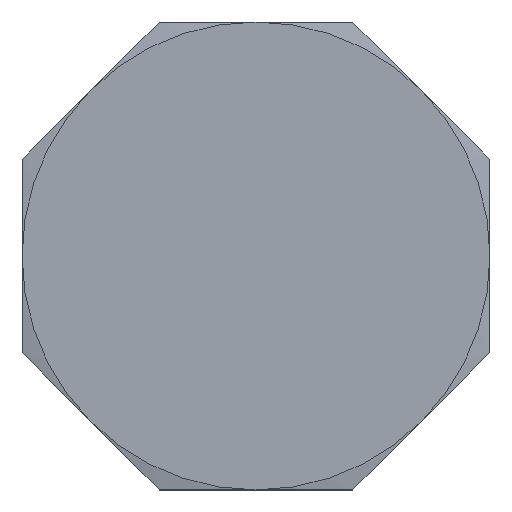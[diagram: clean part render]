
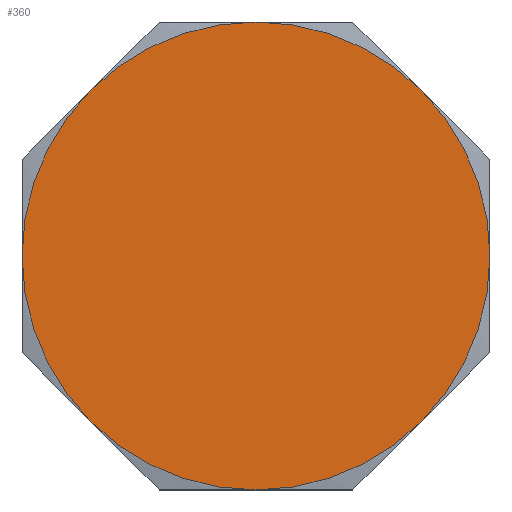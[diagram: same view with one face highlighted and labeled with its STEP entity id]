
A CAD part, top view. The second image highlights one B-rep face of the part: STEP entity #360.
In plain terms, the highlighted planar face has unit normal (0, 0, 1).
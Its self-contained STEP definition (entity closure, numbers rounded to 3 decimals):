
#15 = VERTEX_POINT ( 'NONE', #336 ) ;
#88 = VERTEX_POINT ( 'NONE', #523 ) ;
#97 = VERTEX_POINT ( 'NONE', #463 ) ;
#107 = VERTEX_POINT ( 'NONE', #510 ) ;
#115 = VERTEX_POINT ( 'NONE', #578 ) ;
#171 = VERTEX_POINT ( 'NONE', #664 ) ;
#188 = VERTEX_POINT ( 'NONE', #733 ) ;
#216 = VERTEX_POINT ( 'NONE', #814 ) ;
#231 = EDGE_CURVE ( 'NONE', #216, #171, #825, .T. ) ;
#288 = EDGE_CURVE ( 'NONE', #171, #107, #778, .T. ) ;
#290 = ORIENTED_EDGE ( 'NONE', *, *, #371, .F. ) ;
#296 = ORIENTED_EDGE ( 'NONE', *, *, #340, .T. ) ;
#302 = EDGE_CURVE ( 'NONE', #88, #188, #871, .T. ) ;
#310 = EDGE_LOOP ( 'NONE', ( #374, #422, #345, #392, #347, #296, #393, #290 ) ) ;
#336 = CARTESIAN_POINT ( 'NONE',  ( -31.82, 31.82, 24. ) ) ;
#339 = EDGE_CURVE ( 'NONE', #115, #97, #752, .T. ) ;
#340 = EDGE_CURVE ( 'NONE', #88, #97, #747, .T. ) ;
#345 = ORIENTED_EDGE ( 'NONE', *, *, #231, .F. ) ;
#347 = ORIENTED_EDGE ( 'NONE', *, *, #302, .F. ) ;
#359 = EDGE_CURVE ( 'NONE', #107, #15, #715, .T. ) ;
#360 = ADVANCED_FACE ( 'NONE', ( #879 ), #897, .F. ) ;
#361 = EDGE_CURVE ( 'NONE', #188, #216, #907, .T. ) ;
#371 = EDGE_CURVE ( 'NONE', #15, #115, #911, .T. ) ;
#374 = ORIENTED_EDGE ( 'NONE', *, *, #359, .F. ) ;
#392 = ORIENTED_EDGE ( 'NONE', *, *, #361, .F. ) ;
#393 = ORIENTED_EDGE ( 'NONE', *, *, #339, .F. ) ;
#422 = ORIENTED_EDGE ( 'NONE', *, *, #288, .F. ) ;
#463 = CARTESIAN_POINT ( 'NONE',  ( 31.82, 31.82, 24. ) ) ;
#510 = CARTESIAN_POINT ( 'NONE',  ( -45., 0., 24. ) ) ;
#523 = CARTESIAN_POINT ( 'NONE',  ( 45., 0., 24. ) ) ;
#578 = CARTESIAN_POINT ( 'NONE',  ( 0., 45., 24. ) ) ;
#664 = CARTESIAN_POINT ( 'NONE',  ( -31.82, -31.82, 24. ) ) ;
#670 = CARTESIAN_POINT ( 'NONE',  ( 0., 0., 24. ) ) ;
#705 = DIRECTION ( 'NONE',  ( -1., 0., 0. ) ) ;
#706 = DIRECTION ( 'NONE',  ( 0., 0., -1. ) ) ;
#713 = AXIS2_PLACEMENT_3D ( 'NONE', #670, #706, #705 ) ;
#715 = CIRCLE ( 'NONE', #713, 45. ) ;
#733 = CARTESIAN_POINT ( 'NONE',  ( 31.82, -31.82, 24. ) ) ;
#743 = DIRECTION ( 'NONE',  ( 1., 0., 0. ) ) ;
#744 = DIRECTION ( 'NONE',  ( 0., 0., 1. ) ) ;
#745 = CARTESIAN_POINT ( 'NONE',  ( 0., 0., 24. ) ) ;
#746 = AXIS2_PLACEMENT_3D ( 'NONE', #745, #744, #743 ) ;
#747 = CIRCLE ( 'NONE', #746, 45. ) ;
#748 = DIRECTION ( 'NONE',  ( -1., 0., 0. ) ) ;
#749 = DIRECTION ( 'NONE',  ( 0., 0., -1. ) ) ;
#750 = CARTESIAN_POINT ( 'NONE',  ( 0., 0., 24. ) ) ;
#751 = AXIS2_PLACEMENT_3D ( 'NONE', #750, #749, #748 ) ;
#752 = CIRCLE ( 'NONE', #751, 45. ) ;
#774 = DIRECTION ( 'NONE',  ( -1., 0., 0. ) ) ;
#775 = DIRECTION ( 'NONE',  ( 0., 0., -1. ) ) ;
#776 = CARTESIAN_POINT ( 'NONE',  ( 0., 0., 24. ) ) ;
#777 = AXIS2_PLACEMENT_3D ( 'NONE', #776, #775, #774 ) ;
#778 = CIRCLE ( 'NONE', #777, 45. ) ;
#814 = CARTESIAN_POINT ( 'NONE',  ( 0., -45., 24. ) ) ;
#823 = CARTESIAN_POINT ( 'NONE',  ( 0., 0., 24. ) ) ;
#824 = AXIS2_PLACEMENT_3D ( 'NONE', #823, #829, #828 ) ;
#825 = CIRCLE ( 'NONE', #824, 45. ) ;
#828 = DIRECTION ( 'NONE',  ( -1., 0., 0. ) ) ;
#829 = DIRECTION ( 'NONE',  ( 0., 0., -1. ) ) ;
#867 = DIRECTION ( 'NONE',  ( -1., 0., 0. ) ) ;
#868 = DIRECTION ( 'NONE',  ( 0., 0., -1. ) ) ;
#869 = CARTESIAN_POINT ( 'NONE',  ( 0., 0., 24. ) ) ;
#870 = AXIS2_PLACEMENT_3D ( 'NONE', #869, #868, #867 ) ;
#871 = CIRCLE ( 'NONE', #870, 45. ) ;
#879 = FACE_OUTER_BOUND ( 'NONE', #310, .T. ) ;
#884 = AXIS2_PLACEMENT_3D ( 'NONE', #885, #894, #895 ) ;
#885 = CARTESIAN_POINT ( 'NONE',  ( 0., 0., 24. ) ) ;
#889 = AXIS2_PLACEMENT_3D ( 'NONE', #922, #900, #893 ) ;
#890 = DIRECTION ( 'NONE',  ( 0., 0., -1. ) ) ;
#891 = CARTESIAN_POINT ( 'NONE',  ( 0., 0., 24. ) ) ;
#893 = DIRECTION ( 'NONE',  ( -1., 0., 0. ) ) ;
#894 = DIRECTION ( 'NONE',  ( 0., 0., -1. ) ) ;
#895 = DIRECTION ( 'NONE',  ( -1., 0., 0. ) ) ;
#896 = AXIS2_PLACEMENT_3D ( 'NONE', #891, #890, #905 ) ;
#897 = PLANE ( 'NONE',  #889 ) ;
#900 = DIRECTION ( 'NONE',  ( 0., 0., -1. ) ) ;
#905 = DIRECTION ( 'NONE',  ( -1., 0., 0. ) ) ;
#907 = CIRCLE ( 'NONE', #884, 45. ) ;
#911 = CIRCLE ( 'NONE', #896, 45. ) ;
#922 = CARTESIAN_POINT ( 'NONE',  ( 0., 51.962, 24. ) ) ;
